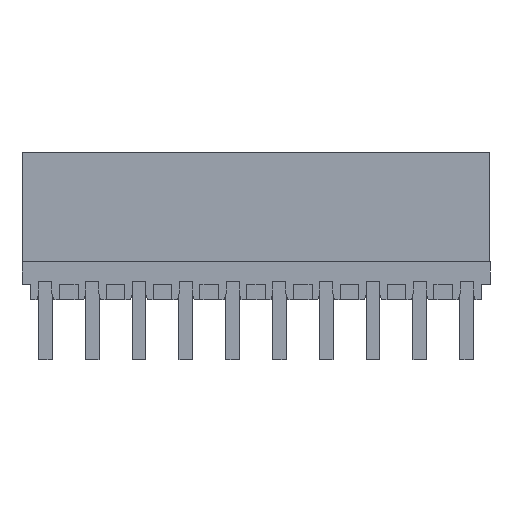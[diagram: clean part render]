
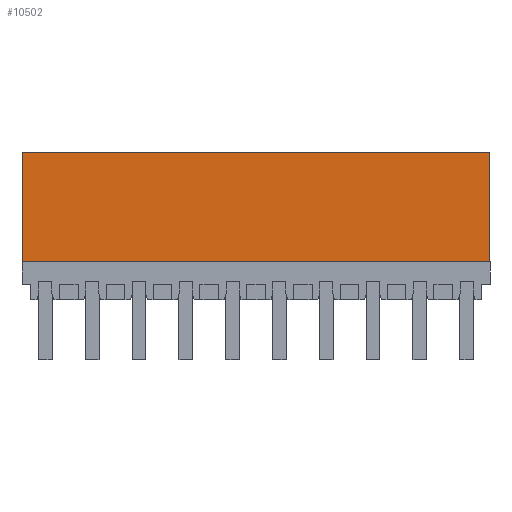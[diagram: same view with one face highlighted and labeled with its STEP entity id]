
A CAD part, front view. The second image highlights one B-rep face of the part: STEP entity #10502.
In plain terms, the highlighted planar face has unit normal (0, -1, 0).
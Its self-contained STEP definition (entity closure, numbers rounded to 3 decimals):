
#10489=AXIS2_PLACEMENT_3D('Plane Axis2P3D',#10486,#10487,#10488) ;
#3607=CARTESIAN_POINT('Line Origine',(35.,0.,11.45)) ;
#3611=CARTESIAN_POINT('Vertex',(35.,0.,15.55)) ;
#3613=CARTESIAN_POINT('Vertex',(35.,0.,7.35)) ;
#6366=CARTESIAN_POINT('Vertex',(0.,0.,7.35)) ;
#6369=CARTESIAN_POINT('Line Origine',(0.,0.,11.45)) ;
#6373=CARTESIAN_POINT('Vertex',(0.,0.,15.55)) ;
#6907=CARTESIAN_POINT('Line Origine',(17.5,0.,7.35)) ;
#10486=CARTESIAN_POINT('Axis2P3D Location',(20.3,0.,15.55)) ;
#10491=CARTESIAN_POINT('Line Origine',(17.5,0.,15.55)) ;
#3608=DIRECTION('Vector Direction',(0.,0.,-1.)) ;
#6370=DIRECTION('Vector Direction',(0.,0.,-1.)) ;
#6908=DIRECTION('Vector Direction',(1.,0.,0.)) ;
#10487=DIRECTION('Axis2P3D Direction',(0.,-1.,0.)) ;
#10488=DIRECTION('Axis2P3D XDirection',(0.,0.,-1.)) ;
#10492=DIRECTION('Vector Direction',(1.,0.,0.)) ;
#3609=VECTOR('Line Direction',#3608,1.) ;
#6371=VECTOR('Line Direction',#6370,1.) ;
#6909=VECTOR('Line Direction',#6908,1.) ;
#10493=VECTOR('Line Direction',#10492,1.) ;
#10497=ORIENTED_EDGE('',*,*,#6375,.T.) ;
#10498=ORIENTED_EDGE('',*,*,#6911,.F.) ;
#10499=ORIENTED_EDGE('',*,*,#3615,.F.) ;
#10500=ORIENTED_EDGE('',*,*,#10495,.F.) ;
#10502=ADVANCED_FACE('HOUSING',(#10501),#10490,.T.) ;
#3615=EDGE_CURVE('',#3612,#3614,#3610,.T.) ;
#6375=EDGE_CURVE('',#6374,#6367,#6372,.T.) ;
#6911=EDGE_CURVE('',#3614,#6367,#6910,.F.) ;
#10495=EDGE_CURVE('',#6374,#3612,#10494,.T.) ;
#10496=EDGE_LOOP('',(#10497,#10498,#10499,#10500)) ;
#10501=FACE_OUTER_BOUND('',#10496,.T.) ;
#3610=LINE('Line',#3607,#3609) ;
#6372=LINE('Line',#6369,#6371) ;
#6910=LINE('Line',#6907,#6909) ;
#10494=LINE('Line',#10491,#10493) ;
#10490=PLANE('',#10489) ;
#3612=VERTEX_POINT('',#3611) ;
#3614=VERTEX_POINT('',#3613) ;
#6367=VERTEX_POINT('',#6366) ;
#6374=VERTEX_POINT('',#6373) ;
